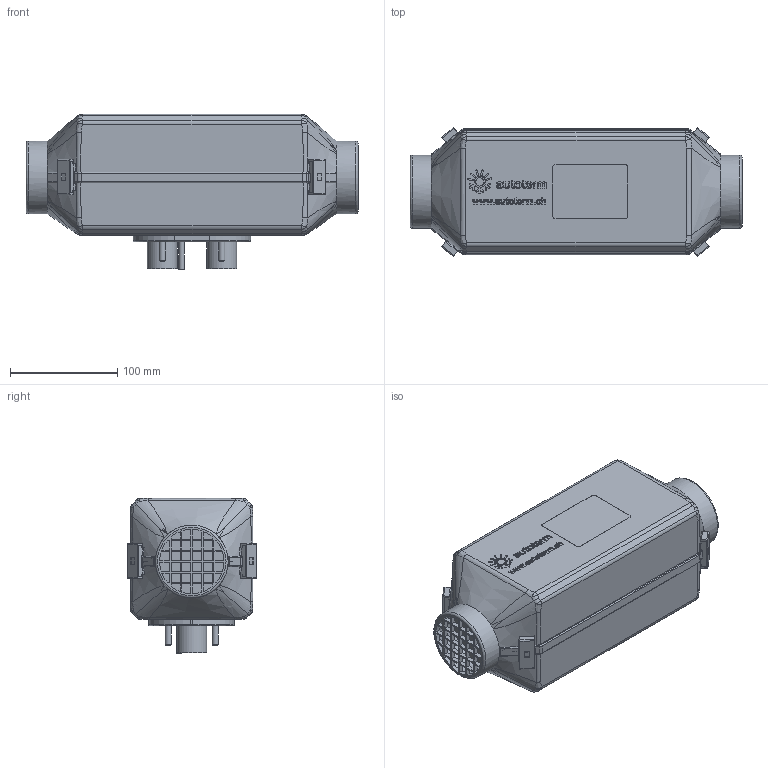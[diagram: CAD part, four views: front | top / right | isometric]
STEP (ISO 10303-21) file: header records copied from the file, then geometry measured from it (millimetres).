
FILE_DESCRIPTION(/* description */ ('Autoterm Air 2D'),/* implementation_level */ '2;1');
FILE_NAME(/* name */ 'Autoterm_Air_2D.step',/* time_stamp */ '2024-04-15T14:48:27+02:00',/* author */ ('Jan Ritschard'),/* organization */ ('Caravaning-Shop.ch'),/* preprocessor_version */ 'ST-DEVELOPER v20',/* originating_system */ 'Autodesk Translation Framework v12.20.1.177',/* authorisation */ '');
FILE_SCHEMA (('AUTOMOTIVE_DESIGN { 1 0 10303 214 3 1 1 }'));
Length unit declared in the file: millimetre
Products named in the file (1): Autoterm Air 2D
Bounding box: 310 x 120.29 x 145 mm (x, y, z)
Volume: 3247378.4 mm3; surface area: 173295.1 mm2
Topology: 1 solids, 1 shells, 1212 faces, 3354 edges, 2159 vertices
Faces by surface type: plane 664, bspline 406, cylinder 122, torus 16, cone 4
Full cylindrical faces by diameter (mm): 3 x1, 5 x1, 5.884 x4, 24 x1, 25 x1, 28 x2, 59.666 x1, 60.959 x1, 68 x2
Entity records: 46222 total; most frequent: CARTESIAN_POINT 18044, ORIENTED_EDGE 6644, DIRECTION 4436, EDGE_CURVE 3322, VERTEX_POINT 2159, LINE 2068, VECTOR 2068, EDGE_LOOP 1387
